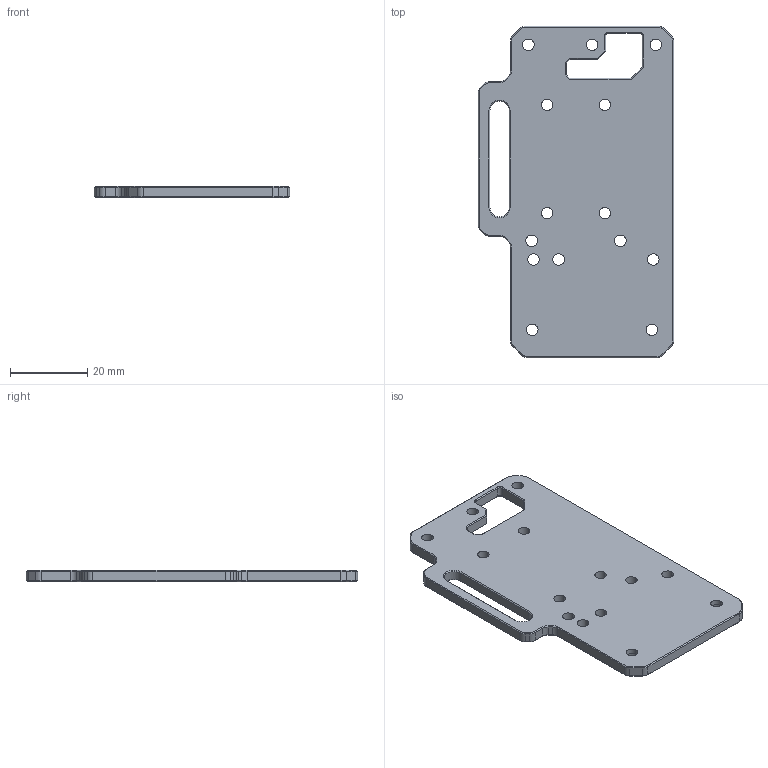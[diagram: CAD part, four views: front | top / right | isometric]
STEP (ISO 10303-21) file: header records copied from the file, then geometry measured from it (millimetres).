
FILE_DESCRIPTION (( 'STEP AP203' ), '1' );
FILE_NAME ('X-Axis Slide Plate.STEP', '2020-08-20T18:26:48', ( '' ), ( '' ), 'SwSTEP 2.0', 'SolidWorks 2019', '' );
FILE_SCHEMA (( 'CONFIG_CONTROL_DESIGN' ));
Length unit declared in the file: millimetre
Products named in the file (1): X-Axis Slide Plate
Bounding box: 50.6 x 85.81 x 3 mm (x, y, z)
Volume: 10556.8 mm3; surface area: 8520.9 mm2
Topology: 1 solids, 1 shells, 180 faces, 432 edges, 256 vertices
Faces by surface type: plane 88, cylinder 52, cone 40
Entity records: 5273 total; most frequent: DIRECTION 938, CARTESIAN_POINT 869, ORIENTED_EDGE 864, EDGE_CURVE 432, AXIS2_PLACEMENT_3D 325, LINE 288, VECTOR 288, VERTEX_POINT 256
